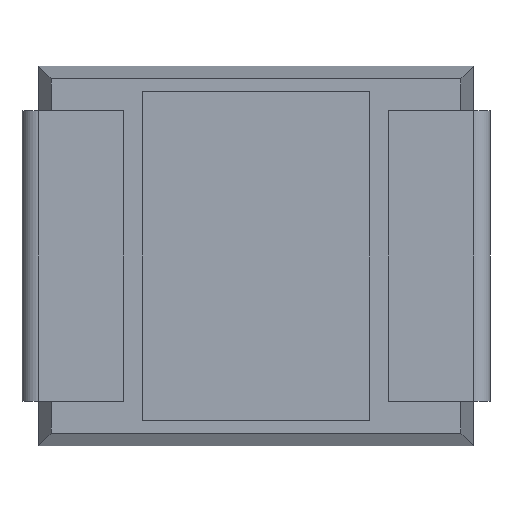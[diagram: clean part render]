
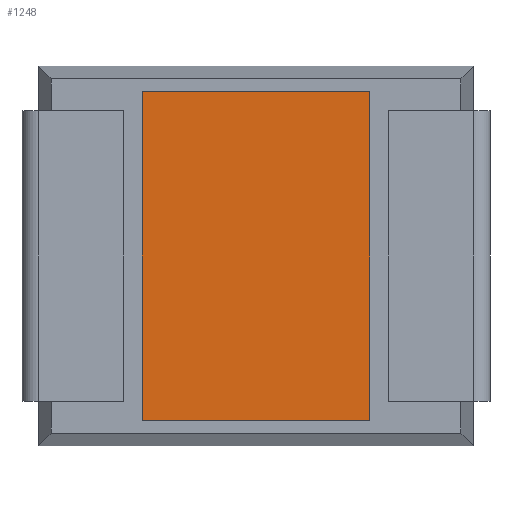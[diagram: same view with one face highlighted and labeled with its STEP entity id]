
A CAD part, front view. The second image highlights one B-rep face of the part: STEP entity #1248.
In plain terms, the highlighted planar face has unit normal (0, -1, 0).
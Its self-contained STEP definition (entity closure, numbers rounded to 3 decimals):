
#82 = ORIENTED_EDGE ( 'NONE', *, *, #2893, .T. ) ;
#92 = ORIENTED_EDGE ( 'NONE', *, *, #3223, .T. ) ;
#235 = VERTEX_POINT ( 'NONE', #1348 ) ;
#237 = LINE ( 'NONE', #2394, #3607 ) ;
#391 = LINE ( 'NONE', #3133, #637 ) ;
#508 = CARTESIAN_POINT ( 'NONE',  ( 0.82, -0.05, -2.8 ) ) ;
#601 = FACE_OUTER_BOUND ( 'NONE', #1570, .T. ) ;
#615 = ORIENTED_EDGE ( 'NONE', *, *, #2455, .T. ) ;
#620 = CARTESIAN_POINT ( 'NONE',  ( 2.62, -0.05, -2.8 ) ) ;
#637 = VECTOR ( 'NONE', #1601, 1000. ) ;
#746 = LINE ( 'NONE', #1195, #4039 ) ;
#1089 = LINE ( 'NONE', #508, #1572 ) ;
#1195 = CARTESIAN_POINT ( 'NONE',  ( 0.82, -0.05, -0.2 ) ) ;
#1248 = ADVANCED_FACE ( 'NONE', ( #601 ), #4017, .T. ) ;
#1348 = CARTESIAN_POINT ( 'NONE',  ( 0.82, -0.05, -2.8 ) ) ;
#1356 = AXIS2_PLACEMENT_3D ( 'NONE', #2063, #3995, #2704 ) ;
#1375 = ORIENTED_EDGE ( 'NONE', *, *, #3035, .T. ) ;
#1570 = EDGE_LOOP ( 'NONE', ( #92, #82, #1375, #615 ) ) ;
#1572 = VECTOR ( 'NONE', #3950, 1000. ) ;
#1601 = DIRECTION ( 'NONE',  ( 0., 0., -1. ) ) ;
#2063 = CARTESIAN_POINT ( 'NONE',  ( 0., -0.05, 0. ) ) ;
#2394 = CARTESIAN_POINT ( 'NONE',  ( 2.62, -0.05, -0.2 ) ) ;
#2455 = EDGE_CURVE ( 'NONE', #3368, #3565, #746, .T. ) ;
#2615 = CARTESIAN_POINT ( 'NONE',  ( 2.62, -0.05, -0.2 ) ) ;
#2704 = DIRECTION ( 'NONE',  ( 0., 0., -1. ) ) ;
#2774 = CARTESIAN_POINT ( 'NONE',  ( 0.82, -0.05, -0.2 ) ) ;
#2893 = EDGE_CURVE ( 'NONE', #235, #3658, #1089, .T. ) ;
#3035 = EDGE_CURVE ( 'NONE', #3658, #3368, #237, .T. ) ;
#3060 = DIRECTION ( 'NONE',  ( 0., 0., 1. ) ) ;
#3133 = CARTESIAN_POINT ( 'NONE',  ( 0.82, -0.05, -0.2 ) ) ;
#3223 = EDGE_CURVE ( 'NONE', #3565, #235, #391, .T. ) ;
#3368 = VERTEX_POINT ( 'NONE', #2615 ) ;
#3565 = VERTEX_POINT ( 'NONE', #2774 ) ;
#3607 = VECTOR ( 'NONE', #3060, 1000. ) ;
#3658 = VERTEX_POINT ( 'NONE', #620 ) ;
#3717 = DIRECTION ( 'NONE',  ( -1., 0., 0. ) ) ;
#3950 = DIRECTION ( 'NONE',  ( 1., 0., 0. ) ) ;
#3995 = DIRECTION ( 'NONE',  ( 0., -1., 0. ) ) ;
#4017 = PLANE ( 'NONE',  #1356 ) ;
#4039 = VECTOR ( 'NONE', #3717, 1000. ) ;
